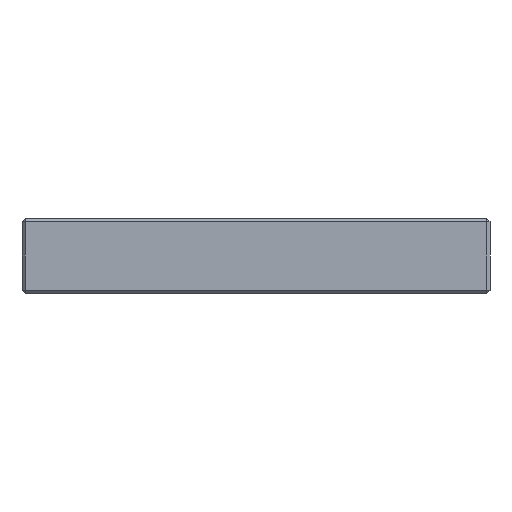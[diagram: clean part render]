
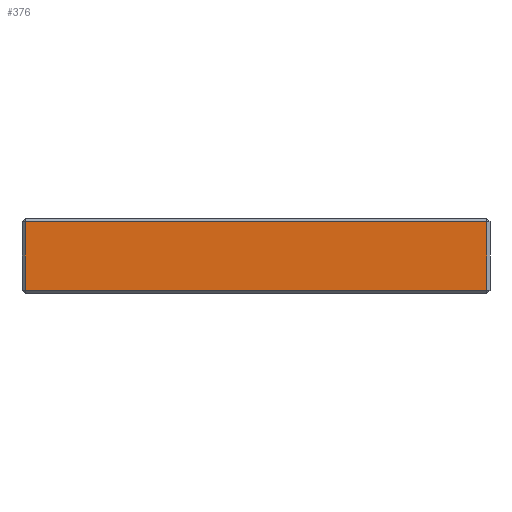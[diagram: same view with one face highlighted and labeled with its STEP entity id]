
A CAD part, front view. The second image highlights one B-rep face of the part: STEP entity #376.
In plain terms, the highlighted planar face has unit normal (0, -1, 0).
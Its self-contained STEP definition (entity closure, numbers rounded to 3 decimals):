
#376 = ADVANCED_FACE ( 'NONE', ( #1408 ), #1407, .F. ) ;
#377 = EDGE_LOOP ( 'NONE', ( #378, #382, #385, #388 ) ) ;
#378 = ORIENTED_EDGE ( 'NONE', *, *, #379, .T. ) ;
#379 = EDGE_CURVE ( 'NONE', #380, #381, #1402, .T. ) ;
#380 = VERTEX_POINT ( 'NONE', #1398 ) ;
#381 = VERTEX_POINT ( 'NONE', #1397 ) ;
#382 = ORIENTED_EDGE ( 'NONE', *, *, #383, .T. ) ;
#383 = EDGE_CURVE ( 'NONE', #381, #384, #1396, .T. ) ;
#384 = VERTEX_POINT ( 'NONE', #1392 ) ;
#385 = ORIENTED_EDGE ( 'NONE', *, *, #386, .T. ) ;
#386 = EDGE_CURVE ( 'NONE', #384, #387, #1391, .T. ) ;
#387 = VERTEX_POINT ( 'NONE', #1387 ) ;
#388 = ORIENTED_EDGE ( 'NONE', *, *, #389, .T. ) ;
#389 = EDGE_CURVE ( 'NONE', #387, #380, #1386, .T. ) ;
#1383 = DIRECTION ( 'NONE',  ( 0., 0., -1. ) ) ;
#1384 = VECTOR ( 'NONE', #1383, 1000. ) ;
#1385 = CARTESIAN_POINT ( 'NONE',  ( -37., -60., 12. ) ) ;
#1386 = LINE ( 'NONE', #1385, #1384 ) ;
#1387 = CARTESIAN_POINT ( 'NONE',  ( -37., -60., 11.5 ) ) ;
#1388 = DIRECTION ( 'NONE',  ( -1., 0., 0. ) ) ;
#1389 = VECTOR ( 'NONE', #1388, 1000. ) ;
#1390 = CARTESIAN_POINT ( 'NONE',  ( -37.5, -60., 11.5 ) ) ;
#1391 = LINE ( 'NONE', #1390, #1389 ) ;
#1392 = CARTESIAN_POINT ( 'NONE',  ( 37., -60., 11.5 ) ) ;
#1393 = DIRECTION ( 'NONE',  ( 0., 0., 1. ) ) ;
#1394 = VECTOR ( 'NONE', #1393, 1000. ) ;
#1395 = CARTESIAN_POINT ( 'NONE',  ( 37., -60., 12. ) ) ;
#1396 = LINE ( 'NONE', #1395, #1394 ) ;
#1397 = CARTESIAN_POINT ( 'NONE',  ( 37., -60., 0.5 ) ) ;
#1398 = CARTESIAN_POINT ( 'NONE',  ( -37., -60., 0.5 ) ) ;
#1399 = DIRECTION ( 'NONE',  ( 1., 0., 0. ) ) ;
#1400 = VECTOR ( 'NONE', #1399, 1000. ) ;
#1401 = CARTESIAN_POINT ( 'NONE',  ( -37.5, -60., 0.5 ) ) ;
#1402 = LINE ( 'NONE', #1401, #1400 ) ;
#1403 = DIRECTION ( 'NONE',  ( 0., 0., 1. ) ) ;
#1404 = DIRECTION ( 'NONE',  ( 0., 1., 0. ) ) ;
#1405 = CARTESIAN_POINT ( 'NONE',  ( -37.5, -60., 12. ) ) ;
#1406 = AXIS2_PLACEMENT_3D ( 'NONE', #1405, #1404, #1403 ) ;
#1407 = PLANE ( 'NONE',  #1406 ) ;
#1408 = FACE_OUTER_BOUND ( 'NONE', #377, .T. ) ;
